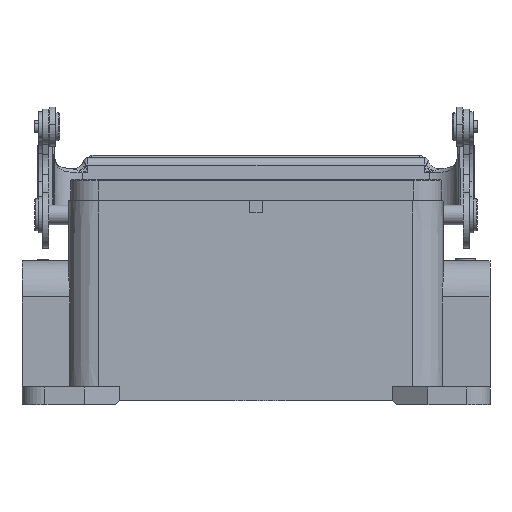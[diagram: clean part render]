
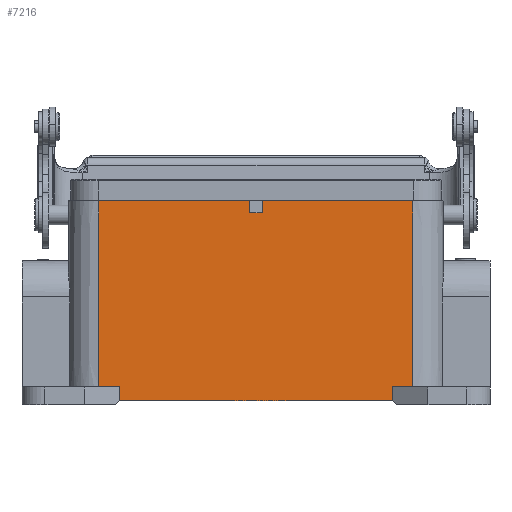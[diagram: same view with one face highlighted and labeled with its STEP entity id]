
A CAD part, front view. The second image highlights one B-rep face of the part: STEP entity #7216.
In plain terms, the highlighted planar face has unit normal (0, -1, 0.009).
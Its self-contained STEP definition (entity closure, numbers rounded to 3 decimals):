
#2742=LINE('',#42146,#4358);
#2743=LINE('',#42148,#4359);
#2755=LINE('',#42191,#4371);
#2760=LINE('',#42214,#4376);
#2767=LINE('',#42249,#4383);
#2796=LINE('',#42324,#4412);
#2799=LINE('',#42338,#4415);
#2806=LINE('',#42354,#4422);
#2940=LINE('',#42851,#4556);
#2953=LINE('',#42883,#4569);
#2955=LINE('',#42887,#4571);
#2956=LINE('',#42889,#4572);
#4358=VECTOR('',#30144,1.);
#4359=VECTOR('',#30147,1.);
#4371=VECTOR('',#30171,1.);
#4376=VECTOR('',#30184,1.);
#4383=VECTOR('',#30203,1.);
#4412=VECTOR('',#30276,1.);
#4415=VECTOR('',#30293,1.);
#4422=VECTOR('',#30304,1.);
#4556=VECTOR('',#30588,1.);
#4569=VECTOR('',#30621,1.);
#4571=VECTOR('',#30625,1.);
#4572=VECTOR('',#30628,1.);
#7216=ADVANCED_FACE('',(#9006),#7820,.T.);
#7820=PLANE('',#25275);
#9006=FACE_OUTER_BOUND('',#10425,.T.);
#10425=EDGE_LOOP('',(#17075,#17076,#17077,#17078,#17079,#17080,#17081,#17082,
#17083,#17084,#17085,#17086));
#17075=ORIENTED_EDGE('',*,*,#22747,.T.);
#17076=ORIENTED_EDGE('',*,*,#22731,.T.);
#17077=ORIENTED_EDGE('',*,*,#22549,.F.);
#17078=ORIENTED_EDGE('',*,*,#22541,.T.);
#17079=ORIENTED_EDGE('',*,*,#22534,.F.);
#17080=ORIENTED_EDGE('',*,*,#22750,.T.);
#17081=ORIENTED_EDGE('',*,*,#22496,.F.);
#17082=ORIENTED_EDGE('',*,*,#22484,.T.);
#17083=ORIENTED_EDGE('',*,*,#22475,.T.);
#17084=ORIENTED_EDGE('',*,*,#22459,.T.);
#17085=ORIENTED_EDGE('',*,*,#22458,.F.);
#17086=ORIENTED_EDGE('',*,*,#22749,.F.);
#19199=VERTEX_POINT('',#42143);
#19200=VERTEX_POINT('',#42145);
#19201=VERTEX_POINT('',#42149);
#19214=VERTEX_POINT('',#42192);
#19220=VERTEX_POINT('',#42215);
#19230=VERTEX_POINT('',#42250);
#19251=VERTEX_POINT('',#42319);
#19253=VERTEX_POINT('',#42323);
#19258=VERTEX_POINT('',#42339);
#19265=VERTEX_POINT('',#42355);
#19385=VERTEX_POINT('',#42852);
#19394=VERTEX_POINT('',#42884);
#22458=EDGE_CURVE('',#19200,#19199,#2742,.T.);
#22459=EDGE_CURVE('',#19201,#19199,#2743,.T.);
#22475=EDGE_CURVE('',#19214,#19201,#2755,.T.);
#22484=EDGE_CURVE('',#19220,#19214,#2760,.T.);
#22496=EDGE_CURVE('',#19220,#19230,#2767,.T.);
#22534=EDGE_CURVE('',#19253,#19251,#2796,.T.);
#22541=EDGE_CURVE('',#19258,#19251,#2799,.T.);
#22549=EDGE_CURVE('',#19258,#19265,#2806,.T.);
#22731=EDGE_CURVE('',#19385,#19265,#2940,.T.);
#22747=EDGE_CURVE('',#19394,#19385,#2953,.T.);
#22749=EDGE_CURVE('',#19394,#19200,#2955,.T.);
#22750=EDGE_CURVE('',#19253,#19230,#2956,.T.);
#25275=AXIS2_PLACEMENT_3D('',#42890,#30629,#30630);
#30144=DIRECTION('',(1.,0.,0.));
#30147=DIRECTION('',(0.,-0.009,-1.));
#30171=DIRECTION('',(-1.,0.,0.));
#30184=DIRECTION('',(0.,0.009,1.));
#30203=DIRECTION('',(-1.,0.,0.));
#30276=DIRECTION('',(-1.,0.,0.));
#30293=DIRECTION('',(0.,-0.009,-1.));
#30304=DIRECTION('',(-1.,0.,0.));
#30588=DIRECTION('',(0.,-0.009,-1.));
#30621=DIRECTION('',(-1.,0.,0.));
#30625=DIRECTION('',(0.,-0.009,-1.));
#30628=DIRECTION('',(0.,0.009,1.));
#30629=DIRECTION('',(0.,-1.,0.009));
#30630=DIRECTION('',(-1.,0.,0.));
#42143=CARTESIAN_POINT('',(1.6,-21.526,21.5));
#42145=CARTESIAN_POINT('',(-1.6,-21.526,21.5));
#42146=CARTESIAN_POINT('',(-1.6,-21.526,21.5));
#42148=CARTESIAN_POINT('',(1.6,-21.5,24.5));
#42149=CARTESIAN_POINT('',(1.6,-21.5,24.5));
#42191=CARTESIAN_POINT('',(39.25,-21.5,24.5));
#42192=CARTESIAN_POINT('',(39.25,-21.5,24.5));
#42214=CARTESIAN_POINT('',(39.25,-21.906,-22.));
#42215=CARTESIAN_POINT('',(39.25,-21.906,-22.));
#42249=CARTESIAN_POINT('',(39.25,-21.906,-22.));
#42250=CARTESIAN_POINT('',(34.,-21.906,-22.));
#42319=CARTESIAN_POINT('',(-34.,-21.936,-25.5));
#42323=CARTESIAN_POINT('',(34.,-21.936,-25.5));
#42324=CARTESIAN_POINT('',(34.,-21.936,-25.5));
#42338=CARTESIAN_POINT('',(-34.,-21.906,-22.));
#42339=CARTESIAN_POINT('',(-34.,-21.906,-22.));
#42354=CARTESIAN_POINT('',(-34.,-21.906,-22.));
#42355=CARTESIAN_POINT('',(-39.25,-21.906,-22.));
#42851=CARTESIAN_POINT('',(-39.25,-21.5,24.5));
#42852=CARTESIAN_POINT('',(-39.25,-21.5,24.5));
#42883=CARTESIAN_POINT('',(-1.6,-21.5,24.5));
#42884=CARTESIAN_POINT('',(-1.6,-21.5,24.5));
#42887=CARTESIAN_POINT('',(-1.6,-21.5,24.5));
#42889=CARTESIAN_POINT('',(34.,-21.936,-25.5));
#42890=CARTESIAN_POINT('',(-41.628,-21.5,24.5));
